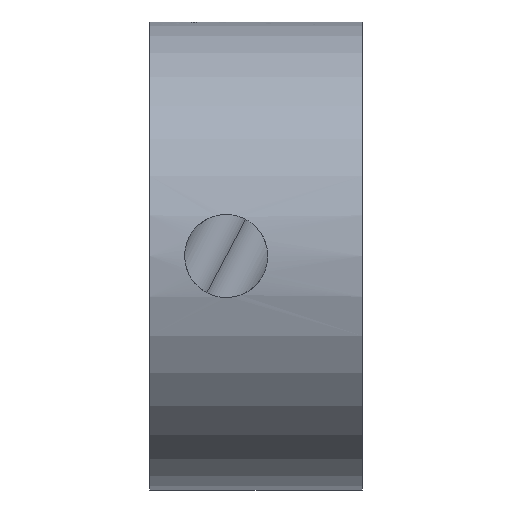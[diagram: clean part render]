
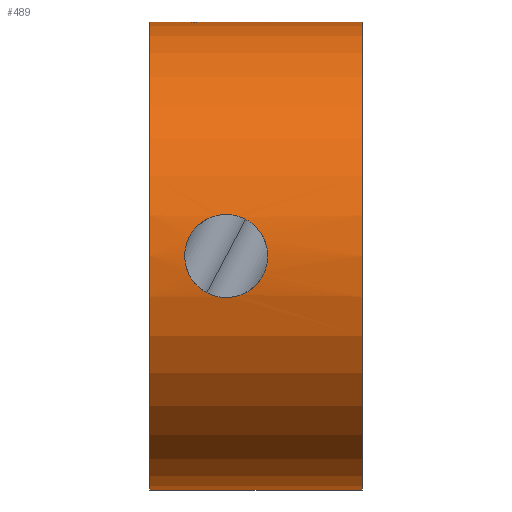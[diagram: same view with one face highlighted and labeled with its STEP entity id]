
A CAD part, left-side view. The second image highlights one B-rep face of the part: STEP entity #489.
In plain terms, the highlighted cylindrical face has radius 11 mm (diameter 22 mm), a full revolution.
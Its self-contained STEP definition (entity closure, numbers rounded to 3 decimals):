
#15=FACE_BOUND('',#101,.T.);
#18=B_SPLINE_CURVE_WITH_KNOTS('',3,(#718,#719,#720,#721,#722,#723),
 .UNSPECIFIED.,.F.,.F.,(4,2,4),(0.883,0.957,0.974),
 .UNSPECIFIED.);
#19=B_SPLINE_CURVE_WITH_KNOTS('',3,(#725,#726,#727,#728,#729,#730,#731,
#732,#733,#734,#735,#736,#737,#738,#739,#740,#741,#742),.UNSPECIFIED.,.F.,
 .F.,(4,2,2,2,2,2,2,2,4),(0.294,0.368,0.442,
0.515,0.589,0.663,0.736,
0.81,0.883),.UNSPECIFIED.);
#20=B_SPLINE_CURVE_WITH_KNOTS('',3,(#744,#745,#746,#747,#748,#749,#750,
#751,#752,#753),.UNSPECIFIED.,.F.,.F.,(4,2,2,2,4),(0.,0.074,
0.147,0.221,0.294),.UNSPECIFIED.);
#21=B_SPLINE_CURVE_WITH_KNOTS('',3,(#754,#755,#756,#757,#758,#759,#760,
#761),.UNSPECIFIED.,.F.,.F.,(4,2,2,4),(0.974,1.031,
1.104,1.178),.UNSPECIFIED.);
#29=B_SPLINE_CURVE_WITH_KNOTS('',3,(#869,#870,#871,#872,#873,#874,#875,
#876,#877,#878,#879,#880,#881,#882),.UNSPECIFIED.,.F.,.F.,(4,2,2,2,2,2,
4),(0.225,0.226,0.264,0.302,
0.34,0.377,0.378),.UNSPECIFIED.);
#30=B_SPLINE_CURVE_WITH_KNOTS('',3,(#884,#885,#886,#887,#888,#889,#890,
#891,#892,#893,#894,#895,#896,#897),.UNSPECIFIED.,.F.,.F.,(4,2,2,2,2,2,
4),(0.604,0.641,0.679,0.717,
0.755,0.792,0.829),.UNSPECIFIED.);
#34=B_SPLINE_CURVE_WITH_KNOTS('',3,(#948,#949,#950,#951,#952,#953,#954,
#955,#956,#957,#958,#959,#960,#961),.UNSPECIFIED.,.F.,.F.,(4,2,2,2,2,2,
4),(0.378,0.415,0.453,0.49,
0.528,0.566,0.604),.UNSPECIFIED.);
#41=CYLINDRICAL_SURFACE('',#546,11.);
#73=FACE_OUTER_BOUND('',#100,.T.);
#100=EDGE_LOOP('',(#377,#378,#379,#380,#381,#382,#383,#384,#385,#386));
#101=EDGE_LOOP('',(#387,#388,#389));
#126=LINE('',#983,#159);
#127=LINE('',#984,#160);
#159=VECTOR('',#627,11.);
#160=VECTOR('',#628,11.);
#190=CIRCLE('',#545,11.);
#191=CIRCLE('',#547,11.);
#202=VERTEX_POINT('',#715);
#203=VERTEX_POINT('',#717);
#204=VERTEX_POINT('',#724);
#205=VERTEX_POINT('',#743);
#213=VERTEX_POINT('',#867);
#214=VERTEX_POINT('',#868);
#215=VERTEX_POINT('',#883);
#224=VERTEX_POINT('',#978);
#225=VERTEX_POINT('',#981);
#249=EDGE_CURVE('',#203,#202,#18,.T.);
#250=EDGE_CURVE('',#204,#203,#19,.T.);
#251=EDGE_CURVE('',#205,#204,#20,.T.);
#252=EDGE_CURVE('',#202,#205,#21,.T.);
#263=EDGE_CURVE('',#213,#214,#29,.T.);
#264=EDGE_CURVE('',#215,#213,#30,.T.);
#271=EDGE_CURVE('',#214,#215,#34,.T.);
#280=EDGE_CURVE('',#224,#224,#190,.T.);
#281=EDGE_CURVE('',#225,#225,#191,.T.);
#282=EDGE_CURVE('',#225,#203,#126,.T.);
#283=EDGE_CURVE('',#204,#224,#127,.T.);
#377=ORIENTED_EDGE('',*,*,#281,.F.);
#378=ORIENTED_EDGE('',*,*,#282,.T.);
#379=ORIENTED_EDGE('',*,*,#249,.T.);
#380=ORIENTED_EDGE('',*,*,#252,.T.);
#381=ORIENTED_EDGE('',*,*,#251,.T.);
#382=ORIENTED_EDGE('',*,*,#283,.T.);
#383=ORIENTED_EDGE('',*,*,#280,.T.);
#384=ORIENTED_EDGE('',*,*,#283,.F.);
#385=ORIENTED_EDGE('',*,*,#250,.T.);
#386=ORIENTED_EDGE('',*,*,#282,.F.);
#387=ORIENTED_EDGE('',*,*,#263,.T.);
#388=ORIENTED_EDGE('',*,*,#271,.T.);
#389=ORIENTED_EDGE('',*,*,#264,.T.);
#489=ADVANCED_FACE('',(#73,#15),#41,.T.);
#545=AXIS2_PLACEMENT_3D('',#979,#621,#622);
#546=AXIS2_PLACEMENT_3D('',#980,#623,#624);
#547=AXIS2_PLACEMENT_3D('',#982,#625,#626);
#621=DIRECTION('center_axis',(0.,-1.,0.));
#622=DIRECTION('ref_axis',(1.,0.,0.));
#623=DIRECTION('center_axis',(0.,-1.,0.));
#624=DIRECTION('ref_axis',(1.,0.,0.));
#625=DIRECTION('center_axis',(0.,-1.,0.));
#626=DIRECTION('ref_axis',(1.,0.,0.));
#627=DIRECTION('',(0.,1.,0.));
#628=DIRECTION('',(0.,1.,0.));
#715=CARTESIAN_POINT('',(-10.963,4.674,-0.907));
#717=CARTESIAN_POINT('',(-11.,4.45,0.));
#718=CARTESIAN_POINT('Ctrl Pts',(-11.,4.45,0.));
#719=CARTESIAN_POINT('Ctrl Pts',(-11.,4.45,-0.245));
#720=CARTESIAN_POINT('Ctrl Pts',(-10.991,4.499,-0.507));
#721=CARTESIAN_POINT('Ctrl Pts',(-10.971,4.621,-0.802));
#722=CARTESIAN_POINT('Ctrl Pts',(-10.967,4.647,-0.855));
#723=CARTESIAN_POINT('Ctrl Pts',(-10.963,4.674,-0.907));
#724=CARTESIAN_POINT('',(-11.,8.35,0.));
#725=CARTESIAN_POINT('Ctrl Pts',(-11.,8.35,0.));
#726=CARTESIAN_POINT('Ctrl Pts',(-11.,8.35,0.245));
#727=CARTESIAN_POINT('Ctrl Pts',(-10.991,8.301,0.507));
#728=CARTESIAN_POINT('Ctrl Pts',(-10.958,8.102,0.987));
#729=CARTESIAN_POINT('Ctrl Pts',(-10.935,7.952,1.206));
#730=CARTESIAN_POINT('Ctrl Pts',(-10.891,7.606,1.552));
#731=CARTESIAN_POINT('Ctrl Pts',(-10.868,7.387,1.702));
#732=CARTESIAN_POINT('Ctrl Pts',(-10.835,6.907,1.901));
#733=CARTESIAN_POINT('Ctrl Pts',(-10.826,6.645,1.95));
#734=CARTESIAN_POINT('Ctrl Pts',(-10.826,6.155,1.95));
#735=CARTESIAN_POINT('Ctrl Pts',(-10.835,5.893,1.901));
#736=CARTESIAN_POINT('Ctrl Pts',(-10.868,5.413,1.702));
#737=CARTESIAN_POINT('Ctrl Pts',(-10.891,5.194,1.552));
#738=CARTESIAN_POINT('Ctrl Pts',(-10.935,4.848,1.206));
#739=CARTESIAN_POINT('Ctrl Pts',(-10.958,4.698,0.987));
#740=CARTESIAN_POINT('Ctrl Pts',(-10.991,4.499,0.507));
#741=CARTESIAN_POINT('Ctrl Pts',(-11.,4.45,0.245));
#742=CARTESIAN_POINT('Ctrl Pts',(-11.,4.45,0.));
#743=CARTESIAN_POINT('',(-10.826,6.4,-1.95));
#744=CARTESIAN_POINT('Ctrl Pts',(-10.826,6.4,-1.95));
#745=CARTESIAN_POINT('Ctrl Pts',(-10.826,6.645,-1.95));
#746=CARTESIAN_POINT('Ctrl Pts',(-10.835,6.907,-1.901));
#747=CARTESIAN_POINT('Ctrl Pts',(-10.868,7.387,-1.702));
#748=CARTESIAN_POINT('Ctrl Pts',(-10.891,7.606,-1.552));
#749=CARTESIAN_POINT('Ctrl Pts',(-10.935,7.952,-1.206));
#750=CARTESIAN_POINT('Ctrl Pts',(-10.958,8.102,-0.987));
#751=CARTESIAN_POINT('Ctrl Pts',(-10.991,8.301,-0.507));
#752=CARTESIAN_POINT('Ctrl Pts',(-11.,8.35,-0.245));
#753=CARTESIAN_POINT('Ctrl Pts',(-11.,8.35,0.));
#754=CARTESIAN_POINT('Ctrl Pts',(-10.963,4.674,-0.907));
#755=CARTESIAN_POINT('Ctrl Pts',(-10.948,4.767,-1.085));
#756=CARTESIAN_POINT('Ctrl Pts',(-10.93,4.888,-1.245));
#757=CARTESIAN_POINT('Ctrl Pts',(-10.891,5.194,-1.552));
#758=CARTESIAN_POINT('Ctrl Pts',(-10.868,5.413,-1.702));
#759=CARTESIAN_POINT('Ctrl Pts',(-10.835,5.893,-1.901));
#760=CARTESIAN_POINT('Ctrl Pts',(-10.826,6.155,-1.95));
#761=CARTESIAN_POINT('Ctrl Pts',(-10.826,6.4,-1.95));
#867=CARTESIAN_POINT('',(0.,7.286,11.));
#868=CARTESIAN_POINT('',(0.,8.714,11.));
#869=CARTESIAN_POINT('Ctrl Pts',(0.,7.286,
11.));
#870=CARTESIAN_POINT('Ctrl Pts',(-0.002,7.288,
11.));
#871=CARTESIAN_POINT('Ctrl Pts',(-0.005,7.29,
11.));
#872=CARTESIAN_POINT('Ctrl Pts',(-0.096,7.382,11.));
#873=CARTESIAN_POINT('Ctrl Pts',(-0.173,7.494,10.999));
#874=CARTESIAN_POINT('Ctrl Pts',(-0.275,7.74,10.997));
#875=CARTESIAN_POINT('Ctrl Pts',(-0.3,7.874,10.996));
#876=CARTESIAN_POINT('Ctrl Pts',(-0.3,8.126,10.996));
#877=CARTESIAN_POINT('Ctrl Pts',(-0.275,8.26,10.997));
#878=CARTESIAN_POINT('Ctrl Pts',(-0.173,8.506,10.999));
#879=CARTESIAN_POINT('Ctrl Pts',(-0.096,8.618,11.));
#880=CARTESIAN_POINT('Ctrl Pts',(-0.005,8.71,
11.));
#881=CARTESIAN_POINT('Ctrl Pts',(-0.002,8.712,
11.));
#882=CARTESIAN_POINT('Ctrl Pts',(0.,8.714,11.));
#883=CARTESIAN_POINT('',(1.7,8.,10.868));
#884=CARTESIAN_POINT('Ctrl Pts',(1.7,8.,10.868));
#885=CARTESIAN_POINT('Ctrl Pts',(1.7,7.874,10.868));
#886=CARTESIAN_POINT('Ctrl Pts',(1.675,7.74,10.872));
#887=CARTESIAN_POINT('Ctrl Pts',(1.573,7.494,10.887));
#888=CARTESIAN_POINT('Ctrl Pts',(1.496,7.382,10.898));
#889=CARTESIAN_POINT('Ctrl Pts',(1.319,7.205,10.921));
#890=CARTESIAN_POINT('Ctrl Pts',(1.207,7.128,10.934));
#891=CARTESIAN_POINT('Ctrl Pts',(0.96,7.025,10.959));
#892=CARTESIAN_POINT('Ctrl Pts',(0.826,7.,10.97));
#893=CARTESIAN_POINT('Ctrl Pts',(0.575,7.,10.986));
#894=CARTESIAN_POINT('Ctrl Pts',(0.441,7.025,10.992));
#895=CARTESIAN_POINT('Ctrl Pts',(0.198,7.126,10.999));
#896=CARTESIAN_POINT('Ctrl Pts',(0.088,7.2,11.));
#897=CARTESIAN_POINT('Ctrl Pts',(0.,7.286,
11.));
#948=CARTESIAN_POINT('Ctrl Pts',(0.,8.714,
11.));
#949=CARTESIAN_POINT('Ctrl Pts',(0.088,8.8,11.));
#950=CARTESIAN_POINT('Ctrl Pts',(0.198,8.874,10.999));
#951=CARTESIAN_POINT('Ctrl Pts',(0.441,8.975,10.992));
#952=CARTESIAN_POINT('Ctrl Pts',(0.575,9.,10.986));
#953=CARTESIAN_POINT('Ctrl Pts',(0.826,9.,10.97));
#954=CARTESIAN_POINT('Ctrl Pts',(0.96,8.975,10.959));
#955=CARTESIAN_POINT('Ctrl Pts',(1.207,8.872,10.934));
#956=CARTESIAN_POINT('Ctrl Pts',(1.319,8.795,10.921));
#957=CARTESIAN_POINT('Ctrl Pts',(1.496,8.618,10.898));
#958=CARTESIAN_POINT('Ctrl Pts',(1.573,8.506,10.887));
#959=CARTESIAN_POINT('Ctrl Pts',(1.675,8.26,10.872));
#960=CARTESIAN_POINT('Ctrl Pts',(1.7,8.126,10.868));
#961=CARTESIAN_POINT('Ctrl Pts',(1.7,8.,10.868));
#978=CARTESIAN_POINT('',(-11.,10.,0.));
#979=CARTESIAN_POINT('Origin',(0.,10.,0.));
#980=CARTESIAN_POINT('Origin',(0.,5.,0.));
#981=CARTESIAN_POINT('',(-11.,0.,0.));
#982=CARTESIAN_POINT('Origin',(0.,0.,0.));
#983=CARTESIAN_POINT('',(-11.,5.,0.));
#984=CARTESIAN_POINT('',(-11.,5.,0.));
